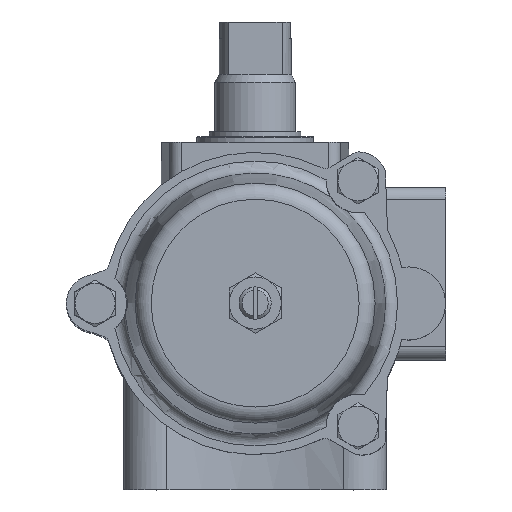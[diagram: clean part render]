
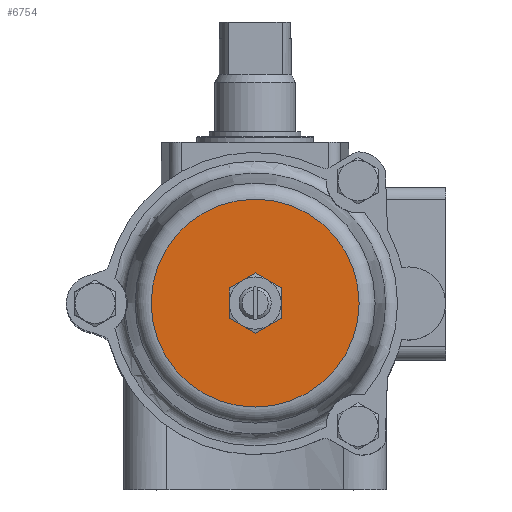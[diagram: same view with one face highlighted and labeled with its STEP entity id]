
A CAD part, top view. The second image highlights one B-rep face of the part: STEP entity #6754.
In plain terms, the highlighted face is planar.
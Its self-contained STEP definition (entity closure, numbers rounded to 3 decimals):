
#220=PLANE('',#7463);
#2226=ORIENTED_EDGE('',*,*,#3864,.F.);
#2227=ORIENTED_EDGE('',*,*,#3450,.T.);
#2228=ORIENTED_EDGE('',*,*,#3448,.T.);
#2229=ORIENTED_EDGE('',*,*,#3445,.T.);
#2230=ORIENTED_EDGE('',*,*,#3459,.T.);
#2231=ORIENTED_EDGE('',*,*,#3456,.T.);
#2232=ORIENTED_EDGE('',*,*,#3453,.T.);
#3445=EDGE_CURVE('',#4409,#4410,#4998,.T.);
#3448=EDGE_CURVE('',#4412,#4409,#4999,.T.);
#3450=EDGE_CURVE('',#4414,#4412,#5000,.T.);
#3453=EDGE_CURVE('',#4416,#4414,#5001,.T.);
#3456=EDGE_CURVE('',#4418,#4416,#5002,.T.);
#3459=EDGE_CURVE('',#4410,#4418,#5003,.T.);
#3864=EDGE_CURVE('',#4693,#4693,#5181,.T.);
#4409=VERTEX_POINT('',#10389);
#4410=VERTEX_POINT('',#10394);
#4412=VERTEX_POINT('',#10402);
#4414=VERTEX_POINT('',#10415);
#4416=VERTEX_POINT('',#10427);
#4418=VERTEX_POINT('',#10439);
#4693=VERTEX_POINT('',#11663);
#4998=CIRCLE('',#7111,6.5);
#4999=CIRCLE('',#7113,6.5);
#5000=CIRCLE('',#7115,6.5);
#5001=CIRCLE('',#7117,6.5);
#5002=CIRCLE('',#7119,6.5);
#5003=CIRCLE('',#7121,6.5);
#5181=CIRCLE('',#7464,25.873);
#5572=EDGE_LOOP('',(#2226));
#5573=EDGE_LOOP('',(#2227,#2228,#2229,#2230,#2231,#2232));
#6125=FACE_BOUND('',#5572,.T.);
#6126=FACE_BOUND('',#5573,.T.);
#6754=ADVANCED_FACE('',(#6125,#6126),#220,.F.);
#7111=AXIS2_PLACEMENT_3D('',#10395,#8061,#8062);
#7113=AXIS2_PLACEMENT_3D('',#10407,#8065,#8066);
#7115=AXIS2_PLACEMENT_3D('',#10414,#8069,#8070);
#7117=AXIS2_PLACEMENT_3D('',#10426,#8073,#8074);
#7119=AXIS2_PLACEMENT_3D('',#10438,#8077,#8078);
#7121=AXIS2_PLACEMENT_3D('',#10450,#8081,#8082);
#7463=AXIS2_PLACEMENT_3D('',#11661,#8941,#8942);
#7464=AXIS2_PLACEMENT_3D('',#11662,#8943,#8944);
#8061=DIRECTION('',(1.,0.,0.));
#8062=DIRECTION('',(0.,0.,-1.));
#8065=DIRECTION('',(1.,0.,0.));
#8066=DIRECTION('',(0.,0.,-1.));
#8069=DIRECTION('',(1.,0.,0.));
#8070=DIRECTION('',(0.,0.,-1.));
#8073=DIRECTION('',(1.,0.,0.));
#8074=DIRECTION('',(0.,0.,-1.));
#8077=DIRECTION('',(1.,0.,0.));
#8078=DIRECTION('',(0.,0.,-1.));
#8081=DIRECTION('',(1.,0.,0.));
#8082=DIRECTION('',(0.,0.,-1.));
#8941=DIRECTION('',(1.,0.,0.));
#8942=DIRECTION('',(0.,0.,-1.));
#8943=DIRECTION('',(1.,0.,0.));
#8944=DIRECTION('',(0.,0.,-1.));
#10389=CARTESIAN_POINT('',(-143.75,5.629,3.25));
#10394=CARTESIAN_POINT('',(-143.75,0.,6.5));
#10395=CARTESIAN_POINT('',(-143.75,0.,0.));
#10402=CARTESIAN_POINT('',(-143.75,5.629,-3.25));
#10407=CARTESIAN_POINT('',(-143.75,0.,0.));
#10414=CARTESIAN_POINT('',(-143.75,0.,0.));
#10415=CARTESIAN_POINT('',(-143.75,0.,-6.5));
#10426=CARTESIAN_POINT('',(-143.75,0.,0.));
#10427=CARTESIAN_POINT('',(-143.75,-5.629,-3.25));
#10438=CARTESIAN_POINT('',(-143.75,0.,0.));
#10439=CARTESIAN_POINT('',(-143.75,-5.629,3.25));
#10450=CARTESIAN_POINT('',(-143.75,0.,0.));
#11661=CARTESIAN_POINT('',(-143.75,0.,0.));
#11662=CARTESIAN_POINT('',(-143.75,0.,0.));
#11663=CARTESIAN_POINT('',(-143.75,0.,-25.873));
